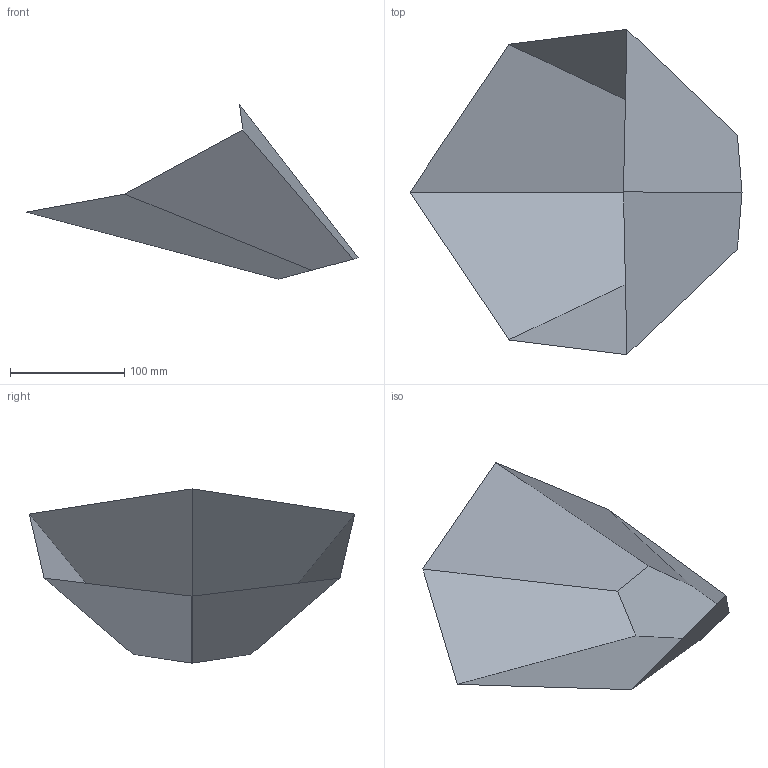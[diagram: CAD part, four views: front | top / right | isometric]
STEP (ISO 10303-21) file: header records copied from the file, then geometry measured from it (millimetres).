
FILE_DESCRIPTION (( 'STEP AP214' ), '1' );
FILE_NAME ('PUTM-F-FR-MT-SteeringColumnMt.STEP', '2020-01-17T12:40:23', ( '' ), ( '' ), 'SwSTEP 2.0', 'SolidWorks 2019', '' );
FILE_SCHEMA (( 'AUTOMOTIVE_DESIGN' ));
Length unit declared in the file: millimetre
Products named in the file (1): PUTM-F-FR-MT-SteeringColumnMt
Bounding box: 290.44 x 284.55 x 152.47 mm (x, y, z)
Surface area: 104680.5 mm2 (no closed solid volume)
Topology: 0 solids, 7 shells, 7 faces, 30 edges, 30 vertices
Faces by surface type: plane 7
Entity records: 333 total; most frequent: CARTESIAN_POINT 68, DIRECTION 46, LINE 30, EDGE_CURVE 30, ORIENTED_EDGE 30, VERTEX_POINT 30, VECTOR 30, AXIS2_PLACEMENT_3D 8
